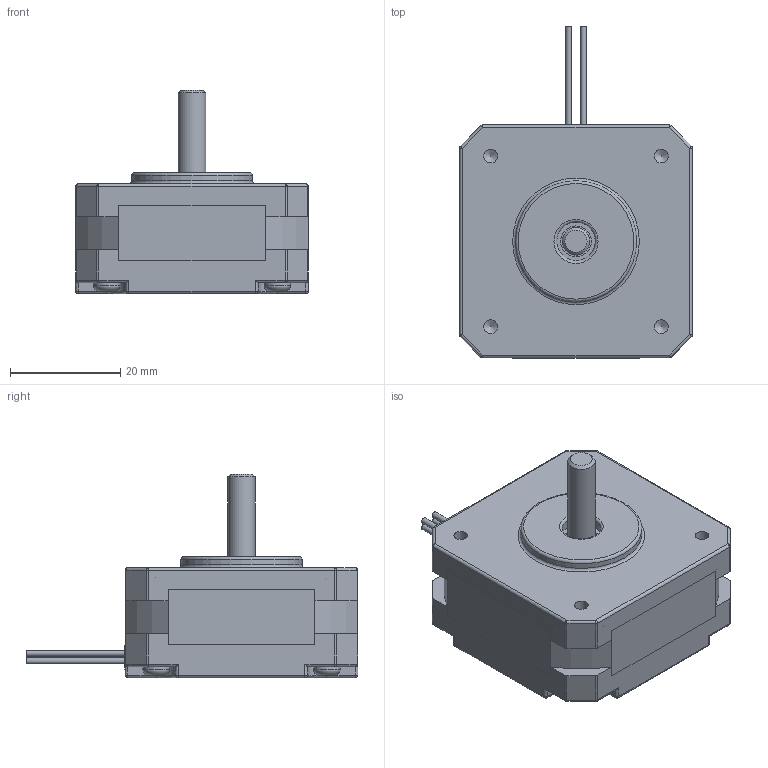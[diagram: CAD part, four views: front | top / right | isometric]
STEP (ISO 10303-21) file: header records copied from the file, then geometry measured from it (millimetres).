
FILE_DESCRIPTION(/* description */ (''),/* implementation_level */ '2;1');
FILE_NAME(/* name */ '17HM08-1204S_AF1.step',/* time_stamp */ '2023-01-07T19:03:48+01:00',/* author */ (''),/* organization */ (''),/* preprocessor_version */ 'ST-DEVELOPER v19.2',/* originating_system */ 'Autodesk Translation Framework v11.17.0.187',/* authorisation */ '');
FILE_SCHEMA (('AUTOMOTIVE_DESIGN { 1 0 10303 214 3 1 1 }'));
Length unit declared in the file: millimetre
Products named in the file (1): 17HM08-1204S_AF1
Bounding box: 42.31 x 60.31 x 37 mm (x, y, z)
Volume: 35095.1 mm3; surface area: 7847.2 mm2
Topology: 1 solids, 1 shells, 273 faces, 698 edges, 428 vertices
Faces by surface type: plane 148, cylinder 83, sphere 24, torus 12, cone 6
Full cylindrical faces by diameter (mm): 1.09 x4, 2.5 x4, 4.8 x4, 5 x2, 5.6 x2, 7 x2, 22 x1
Entity records: 8364 total; most frequent: CARTESIAN_POINT 1572, DIRECTION 1394, ORIENTED_EDGE 1356, EDGE_CURVE 678, AXIS2_PLACEMENT_3D 500, VERTEX_POINT 428, LINE 394, VECTOR 394
